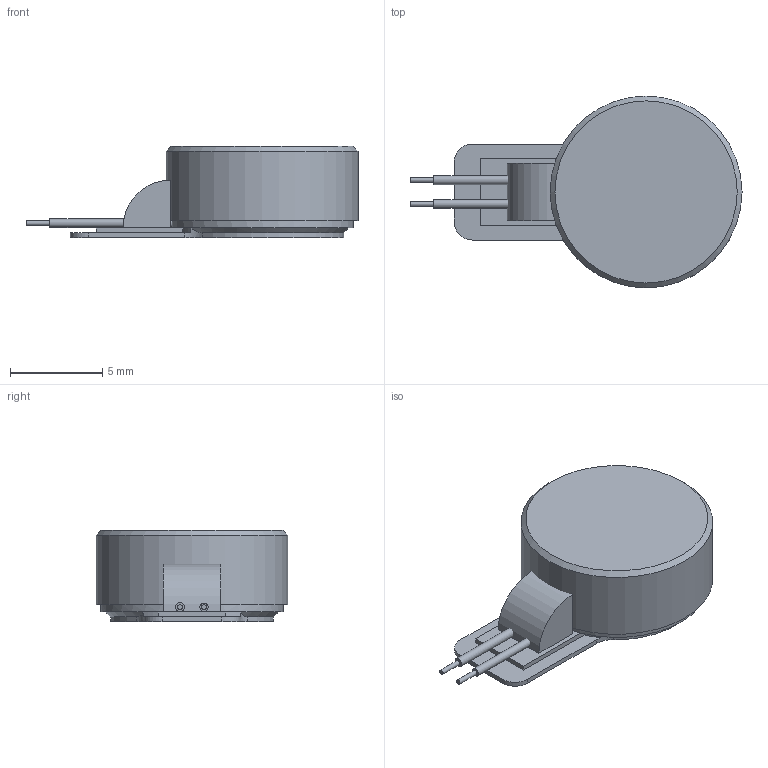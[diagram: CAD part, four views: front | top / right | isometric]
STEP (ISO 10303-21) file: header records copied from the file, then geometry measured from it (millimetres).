
FILE_DESCRIPTION(/* description */ (''),/* implementation_level */ '2;1');
FILE_NAME(/* name */ 'User Library-308-100 v2.step',/* time_stamp */ '2018-09-23T00:22:19+02:00',/* author */ (''),/* organization */ (''),/* preprocessor_version */ 'ST-DEVELOPER v17.2',/* originating_system */ 'Autodesk Translation Framework v7.6.0.251',/* authorisation */ '');
FILE_SCHEMA (('AUTOMOTIVE_DESIGN { 1 0 10303 214 3 1 1 }'));
Length unit declared in the file: millimetre
Products named in the file (1): User Library-308-100
Bounding box: 18 x 10.4 x 4.94 mm (x, y, z)
Volume: 438.4 mm3; surface area: 468.5 mm2
Topology: 4 solids, 4 shells, 38 faces, 87 edges, 60 vertices
Faces by surface type: plane 22, cylinder 14, cone 2
Full cylindrical faces by diameter (mm): 0.26 x2, 0.448 x1, 0.495 x1, 9.88 x1, 10.4 x1
Entity records: 1190 total; most frequent: DIRECTION 206, CARTESIAN_POINT 196, ORIENTED_EDGE 174, EDGE_CURVE 87, AXIS2_PLACEMENT_3D 82, VERTEX_POINT 60, CIRCLE 43, LINE 42
